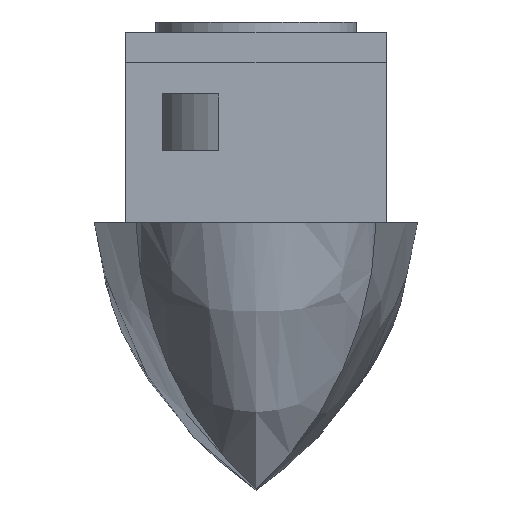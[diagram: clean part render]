
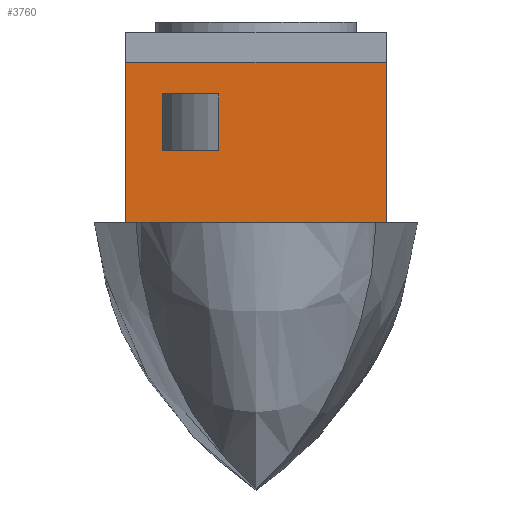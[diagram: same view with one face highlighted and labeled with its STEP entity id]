
A CAD part, left-side view. The second image highlights one B-rep face of the part: STEP entity #3760.
In plain terms, the highlighted free-form (B-spline) face has degree [1, 1] with [2, 2] control points.
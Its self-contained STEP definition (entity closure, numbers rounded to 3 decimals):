
#2014 = EDGE_CURVE('',#2015,#2017,#2019,.T.);
#2015 = VERTEX_POINT('',#2016);
#2016 = CARTESIAN_POINT('',(-32.179,14.584,0.));
#2017 = VERTEX_POINT('',#2018);
#2018 = CARTESIAN_POINT('',(-32.179,-14.584,0.));
#2019 = B_SPLINE_CURVE_WITH_KNOTS('',1,(#2020,#2021),.UNSPECIFIED.,.F.,
  .F.,(2,2),(0.,26.),.PIECEWISE_BEZIER_KNOTS.);
#2020 = CARTESIAN_POINT('',(-32.179,14.584,0.));
#2021 = CARTESIAN_POINT('',(-32.179,-14.584,0.));
#3760 = ADVANCED_FACE('',(#3761,#3783),#3813,.F.);
#3761 = FACE_BOUND('',#3762,.F.);
#3762 = EDGE_LOOP('',(#3763,#3770,#3777,#3782));
#3763 = ORIENTED_EDGE('',*,*,#3764,.T.);
#3764 = EDGE_CURVE('',#2015,#3765,#3767,.T.);
#3765 = VERTEX_POINT('',#3766);
#3766 = CARTESIAN_POINT('',(-32.179,14.584,
    17.95));
#3767 = B_SPLINE_CURVE_WITH_KNOTS('',1,(#3768,#3769),.UNSPECIFIED.,.F.,
  .F.,(2,2),(0.,16.),.PIECEWISE_BEZIER_KNOTS.);
#3768 = CARTESIAN_POINT('',(-32.179,14.584,0.));
#3769 = CARTESIAN_POINT('',(-32.179,14.584,
    17.95));
#3770 = ORIENTED_EDGE('',*,*,#3771,.T.);
#3771 = EDGE_CURVE('',#3765,#3772,#3774,.T.);
#3772 = VERTEX_POINT('',#3773);
#3773 = CARTESIAN_POINT('',(-32.179,-14.584,
    17.95));
#3774 = B_SPLINE_CURVE_WITH_KNOTS('',1,(#3775,#3776),.UNSPECIFIED.,.F.,
  .F.,(2,2),(0.,26.),
  .PIECEWISE_BEZIER_KNOTS.);
#3775 = CARTESIAN_POINT('',(-32.179,14.584,
    17.95));
#3776 = CARTESIAN_POINT('',(-32.179,-14.584,
    17.95));
#3777 = ORIENTED_EDGE('',*,*,#3778,.F.);
#3778 = EDGE_CURVE('',#2017,#3772,#3779,.T.);
#3779 = B_SPLINE_CURVE_WITH_KNOTS('',1,(#3780,#3781),.UNSPECIFIED.,.F.,
  .F.,(2,2),(0.,16.),.PIECEWISE_BEZIER_KNOTS.);
#3780 = CARTESIAN_POINT('',(-32.179,-14.584,0.));
#3781 = CARTESIAN_POINT('',(-32.179,-14.584,
    17.95));
#3782 = ORIENTED_EDGE('',*,*,#2014,.F.);
#3783 = FACE_BOUND('',#3784,.F.);
#3784 = EDGE_LOOP('',(#3785,#3794,#3801,#3808));
#3785 = ORIENTED_EDGE('',*,*,#3786,.F.);
#3786 = EDGE_CURVE('',#3787,#3789,#3791,.T.);
#3787 = VERTEX_POINT('',#3788);
#3788 = CARTESIAN_POINT('',(-32.179,10.471,
    14.391));
#3789 = VERTEX_POINT('',#3790);
#3790 = CARTESIAN_POINT('',(-32.179,4.152,
    14.391));
#3791 = B_SPLINE_CURVE_WITH_KNOTS('',1,(#3792,#3793),.UNSPECIFIED.,.F.,
  .F.,(2,2),(0.,5.633),.PIECEWISE_BEZIER_KNOTS.);
#3792 = CARTESIAN_POINT('',(-32.179,10.471,
    14.391));
#3793 = CARTESIAN_POINT('',(-32.179,4.152,
    14.391));
#3794 = ORIENTED_EDGE('',*,*,#3795,.F.);
#3795 = EDGE_CURVE('',#3796,#3787,#3798,.T.);
#3796 = VERTEX_POINT('',#3797);
#3797 = CARTESIAN_POINT('',(-32.179,10.471,
    8.072));
#3798 = B_SPLINE_CURVE_WITH_KNOTS('',1,(#3799,#3800),.UNSPECIFIED.,.F.,
  .F.,(2,2),(0.,5.633),.PIECEWISE_BEZIER_KNOTS.);
#3799 = CARTESIAN_POINT('',(-32.179,10.471,
    8.072));
#3800 = CARTESIAN_POINT('',(-32.179,10.471,
    14.391));
#3801 = ORIENTED_EDGE('',*,*,#3802,.F.);
#3802 = EDGE_CURVE('',#3803,#3796,#3805,.T.);
#3803 = VERTEX_POINT('',#3804);
#3804 = CARTESIAN_POINT('',(-32.179,4.152,
    8.072));
#3805 = B_SPLINE_CURVE_WITH_KNOTS('',1,(#3806,#3807),.UNSPECIFIED.,.F.,
  .F.,(2,2),(0.,5.633),.PIECEWISE_BEZIER_KNOTS.);
#3806 = CARTESIAN_POINT('',(-32.179,4.152,
    8.072));
#3807 = CARTESIAN_POINT('',(-32.179,10.471,
    8.072));
#3808 = ORIENTED_EDGE('',*,*,#3809,.F.);
#3809 = EDGE_CURVE('',#3789,#3803,#3810,.T.);
#3810 = B_SPLINE_CURVE_WITH_KNOTS('',1,(#3811,#3812),.UNSPECIFIED.,.F.,
  .F.,(2,2),(0.,5.633),.PIECEWISE_BEZIER_KNOTS.);
#3811 = CARTESIAN_POINT('',(-32.179,4.152,
    14.391));
#3812 = CARTESIAN_POINT('',(-32.179,4.152,
    8.072));
#3813 = B_SPLINE_SURFACE_WITH_KNOTS('',1,1,(
    (#3814,#3815)
    ,(#3816,#3817
    )),.UNSPECIFIED.,.F.,.F.,.F.,(2,2),(2,2),(0.,
    26.),(-16.,0.),.PIECEWISE_BEZIER_KNOTS.);
#3814 = CARTESIAN_POINT('',(-32.179,14.584,
    17.95));
#3815 = CARTESIAN_POINT('',(-32.179,14.584,0.));
#3816 = CARTESIAN_POINT('',(-32.179,-14.584,
    17.95));
#3817 = CARTESIAN_POINT('',(-32.179,-14.584,0.));
